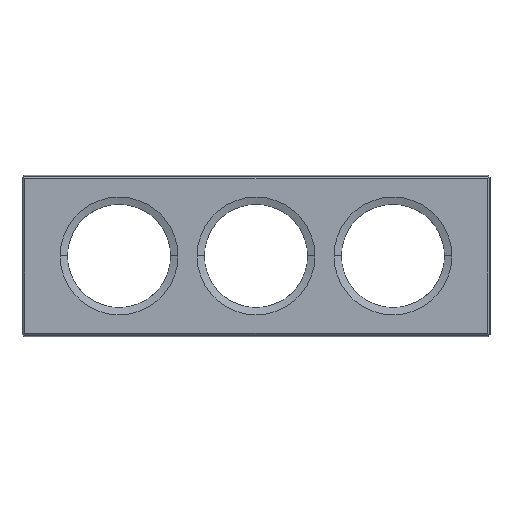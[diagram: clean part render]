
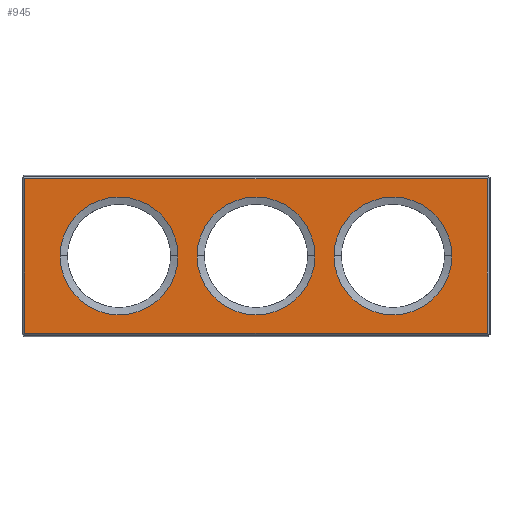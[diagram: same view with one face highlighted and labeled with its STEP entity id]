
A CAD part, top view. The second image highlights one B-rep face of the part: STEP entity #945.
In plain terms, the highlighted planar face has unit normal (0, 0, 1).
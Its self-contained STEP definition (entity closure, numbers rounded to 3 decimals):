
#864=AXIS2_PLACEMENT_3D('Plane Axis2P3D',#861,#862,#863) ;
#893=AXIS2_PLACEMENT_3D('Circle Axis2P3D',#891,#892,$) ;
#902=AXIS2_PLACEMENT_3D('Circle Axis2P3D',#900,#901,$) ;
#911=AXIS2_PLACEMENT_3D('Circle Axis2P3D',#909,#910,$) ;
#920=AXIS2_PLACEMENT_3D('Circle Axis2P3D',#918,#919,$) ;
#929=AXIS2_PLACEMENT_3D('Circle Axis2P3D',#927,#928,$) ;
#938=AXIS2_PLACEMENT_3D('Circle Axis2P3D',#936,#937,$) ;
#838=CARTESIAN_POINT('Vertex',(120.,-40.,10.)) ;
#841=CARTESIAN_POINT('Line Origine',(0.,-40.,10.)) ;
#845=CARTESIAN_POINT('Vertex',(-120.,-40.,10.)) ;
#861=CARTESIAN_POINT('Axis2P3D Location',(0.,0.,10.)) ;
#866=CARTESIAN_POINT('Line Origine',(120.,0.,10.)) ;
#870=CARTESIAN_POINT('Vertex',(120.,40.,10.)) ;
#873=CARTESIAN_POINT('Line Origine',(0.,40.,10.)) ;
#877=CARTESIAN_POINT('Vertex',(-120.,40.,10.)) ;
#880=CARTESIAN_POINT('Line Origine',(-120.,0.,10.)) ;
#891=CARTESIAN_POINT('Axis2P3D Location',(71.,0.,10.)) ;
#895=CARTESIAN_POINT('Vertex',(40.45,0.,10.)) ;
#897=CARTESIAN_POINT('Vertex',(101.55,0.,10.)) ;
#900=CARTESIAN_POINT('Axis2P3D Location',(71.,0.,10.)) ;
#909=CARTESIAN_POINT('Axis2P3D Location',(0.,0.,10.)) ;
#913=CARTESIAN_POINT('Vertex',(-30.55,0.,10.)) ;
#915=CARTESIAN_POINT('Vertex',(30.55,0.,10.)) ;
#918=CARTESIAN_POINT('Axis2P3D Location',(0.,0.,10.)) ;
#927=CARTESIAN_POINT('Axis2P3D Location',(-71.,0.,10.)) ;
#931=CARTESIAN_POINT('Vertex',(-101.55,0.,10.)) ;
#933=CARTESIAN_POINT('Vertex',(-40.45,0.,10.)) ;
#936=CARTESIAN_POINT('Axis2P3D Location',(-71.,0.,10.)) ;
#842=DIRECTION('Vector Direction',(1.,0.,0.)) ;
#862=DIRECTION('Axis2P3D Direction',(0.,0.,1.)) ;
#863=DIRECTION('Axis2P3D XDirection',(1.,0.,0.)) ;
#867=DIRECTION('Vector Direction',(0.,-1.,0.)) ;
#874=DIRECTION('Vector Direction',(-1.,0.,0.)) ;
#881=DIRECTION('Vector Direction',(0.,1.,0.)) ;
#892=DIRECTION('Axis2P3D Direction',(0.,0.,1.)) ;
#901=DIRECTION('Axis2P3D Direction',(0.,0.,1.)) ;
#910=DIRECTION('Axis2P3D Direction',(0.,0.,1.)) ;
#919=DIRECTION('Axis2P3D Direction',(0.,0.,1.)) ;
#928=DIRECTION('Axis2P3D Direction',(0.,0.,1.)) ;
#937=DIRECTION('Axis2P3D Direction',(0.,0.,1.)) ;
#843=VECTOR('Line Direction',#842,1.) ;
#868=VECTOR('Line Direction',#867,1.) ;
#875=VECTOR('Line Direction',#874,1.) ;
#882=VECTOR('Line Direction',#881,1.) ;
#886=ORIENTED_EDGE('',*,*,#847,.T.) ;
#887=ORIENTED_EDGE('',*,*,#872,.T.) ;
#888=ORIENTED_EDGE('',*,*,#879,.T.) ;
#889=ORIENTED_EDGE('',*,*,#884,.T.) ;
#906=ORIENTED_EDGE('',*,*,#899,.F.) ;
#907=ORIENTED_EDGE('',*,*,#904,.F.) ;
#924=ORIENTED_EDGE('',*,*,#917,.F.) ;
#925=ORIENTED_EDGE('',*,*,#922,.F.) ;
#942=ORIENTED_EDGE('',*,*,#935,.F.) ;
#943=ORIENTED_EDGE('',*,*,#940,.F.) ;
#908=FACE_BOUND('',#905,.T.) ;
#926=FACE_BOUND('',#923,.T.) ;
#944=FACE_BOUND('',#941,.T.) ;
#945=ADVANCED_FACE('Surface.1',(#890,#908,#926,#944),#865,.T.) ;
#894=CIRCLE('generated circle',#893,30.55) ;
#903=CIRCLE('generated circle',#902,30.55) ;
#912=CIRCLE('generated circle',#911,30.55) ;
#921=CIRCLE('generated circle',#920,30.55) ;
#930=CIRCLE('generated circle',#929,30.55) ;
#939=CIRCLE('generated circle',#938,30.55) ;
#847=EDGE_CURVE('',#846,#839,#844,.T.) ;
#872=EDGE_CURVE('',#839,#871,#869,.F.) ;
#879=EDGE_CURVE('',#871,#878,#876,.T.) ;
#884=EDGE_CURVE('',#878,#846,#883,.F.) ;
#899=EDGE_CURVE('',#896,#898,#894,.T.) ;
#904=EDGE_CURVE('',#898,#896,#903,.T.) ;
#917=EDGE_CURVE('',#914,#916,#912,.T.) ;
#922=EDGE_CURVE('',#916,#914,#921,.T.) ;
#935=EDGE_CURVE('',#932,#934,#930,.T.) ;
#940=EDGE_CURVE('',#934,#932,#939,.T.) ;
#885=EDGE_LOOP('',(#886,#887,#888,#889)) ;
#905=EDGE_LOOP('',(#906,#907)) ;
#923=EDGE_LOOP('',(#924,#925)) ;
#941=EDGE_LOOP('',(#942,#943)) ;
#890=FACE_OUTER_BOUND('',#885,.T.) ;
#844=LINE('Line',#841,#843) ;
#869=LINE('Line',#866,#868) ;
#876=LINE('Line',#873,#875) ;
#883=LINE('Line',#880,#882) ;
#865=PLANE('',#864) ;
#839=VERTEX_POINT('',#838) ;
#846=VERTEX_POINT('',#845) ;
#871=VERTEX_POINT('',#870) ;
#878=VERTEX_POINT('',#877) ;
#896=VERTEX_POINT('',#895) ;
#898=VERTEX_POINT('',#897) ;
#914=VERTEX_POINT('',#913) ;
#916=VERTEX_POINT('',#915) ;
#932=VERTEX_POINT('',#931) ;
#934=VERTEX_POINT('',#933) ;
